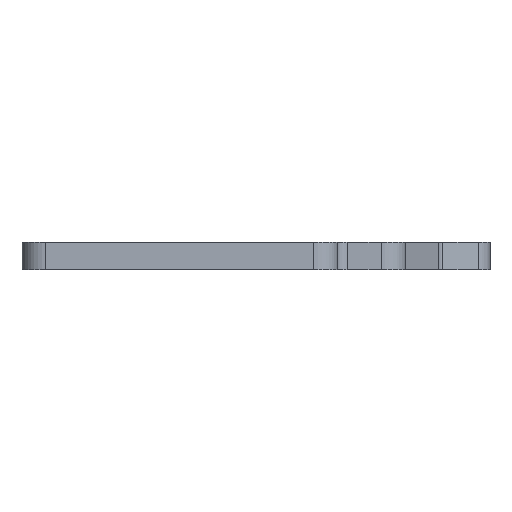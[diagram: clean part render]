
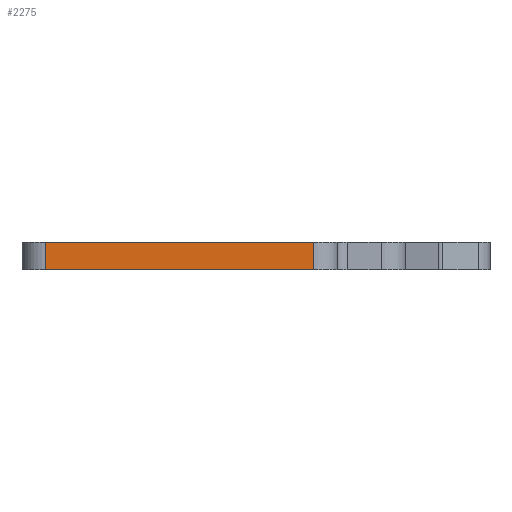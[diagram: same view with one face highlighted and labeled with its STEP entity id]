
A CAD part, left-side view. The second image highlights one B-rep face of the part: STEP entity #2275.
In plain terms, the highlighted planar face has unit normal (-1, 0, 0).
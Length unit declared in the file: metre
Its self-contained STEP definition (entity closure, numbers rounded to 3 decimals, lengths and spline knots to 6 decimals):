
#87=LINE('',#3438,#299);
#117=LINE('',#3532,#329);
#118=LINE('',#3536,#330);
#119=LINE('',#3538,#331);
#299=VECTOR('',#2710,1.);
#329=VECTOR('',#2798,1.);
#330=VECTOR('',#2803,1.);
#331=VECTOR('',#2804,1.);
#583=ORIENTED_EDGE('',*,*,#1189,.T.);
#584=ORIENTED_EDGE('',*,*,#1236,.F.);
#585=ORIENTED_EDGE('',*,*,#1237,.F.);
#586=ORIENTED_EDGE('',*,*,#1234,.T.);
#1189=EDGE_CURVE('',#1522,#1521,#87,.T.);
#1234=EDGE_CURVE('',#1557,#1522,#117,.T.);
#1236=EDGE_CURVE('',#1558,#1521,#118,.T.);
#1237=EDGE_CURVE('',#1557,#1558,#119,.T.);
#1521=VERTEX_POINT('',#3437);
#1522=VERTEX_POINT('',#3439);
#1557=VERTEX_POINT('',#3533);
#1558=VERTEX_POINT('',#3537);
#1865=EDGE_LOOP('',(#583,#584,#585,#586));
#2037=FACE_BOUND('',#1865,.T.);
#2197=PLANE('',#2459);
#2275=ADVANCED_FACE('',(#2037),#2197,.F.);
#2459=AXIS2_PLACEMENT_3D('',#3535,#2801,#2802);
#2710=DIRECTION('',(0.,-1.,0.));
#2798=DIRECTION('',(0.,0.,-1.));
#2801=DIRECTION('',(1.,0.,0.));
#2802=DIRECTION('',(0.,0.,-1.));
#2803=DIRECTION('',(0.,0.,-1.));
#2804=DIRECTION('',(0.,-1.,0.));
#3437=CARTESIAN_POINT('',(-0.155326,-0.018,0.));
#3438=CARTESIAN_POINT('',(-0.155326,0.021671,0.));
#3439=CARTESIAN_POINT('',(-0.155326,0.061342,0.));
#3532=CARTESIAN_POINT('',(-0.155326,0.061342,0.008));
#3533=CARTESIAN_POINT('',(-0.155326,0.061342,0.008));
#3535=CARTESIAN_POINT('',(-0.155326,0.021671,0.008));
#3536=CARTESIAN_POINT('',(-0.155326,-0.018,0.008));
#3537=CARTESIAN_POINT('',(-0.155326,-0.018,0.008));
#3538=CARTESIAN_POINT('',(-0.155326,0.021671,0.008));
